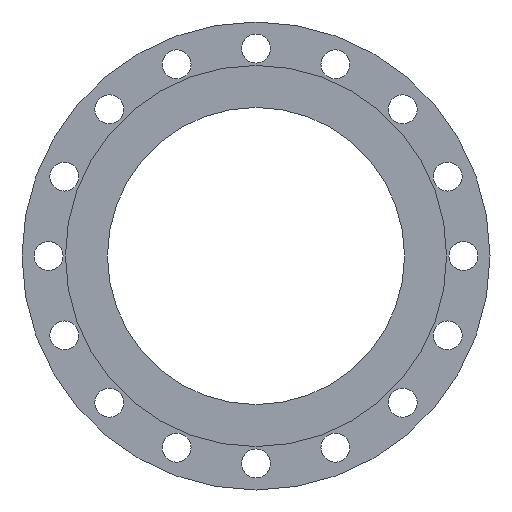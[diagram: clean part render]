
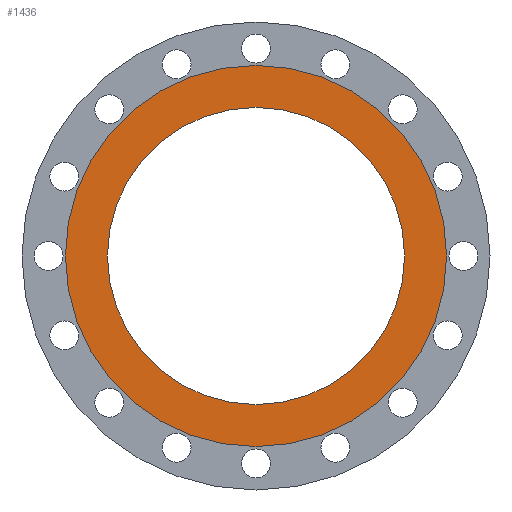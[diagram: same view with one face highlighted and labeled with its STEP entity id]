
A CAD part, front view. The second image highlights one B-rep face of the part: STEP entity #1436.
In plain terms, the highlighted planar face has unit normal (0, -1, 0).
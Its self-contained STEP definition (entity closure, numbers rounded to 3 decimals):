
#28 = CIRCLE ( 'NONE', #598, 197.5 ) ;
#36 = EDGE_CURVE ( 'NONE', #616, #973, #546, .T. ) ;
#43 = CARTESIAN_POINT ( 'NONE',  ( 0., 0., 197.5 ) ) ;
#67 = EDGE_CURVE ( 'NONE', #432, #1298, #1448, .T. ) ;
#83 = FACE_BOUND ( 'NONE', #1064, .T. ) ;
#127 = CARTESIAN_POINT ( 'NONE',  ( 0., 0., -197.5 ) ) ;
#184 = AXIS2_PLACEMENT_3D ( 'NONE', #200, #371, #1022 ) ;
#200 = CARTESIAN_POINT ( 'NONE',  ( 0., 0., 154. ) ) ;
#206 = DIRECTION ( 'NONE',  ( 0., 0., 1. ) ) ;
#312 = CARTESIAN_POINT ( 'NONE',  ( 0., 0., 154. ) ) ;
#371 = DIRECTION ( 'NONE',  ( 0., -1., 0. ) ) ;
#425 = DIRECTION ( 'NONE',  ( 0., 1., 0. ) ) ;
#432 = VERTEX_POINT ( 'NONE', #312 ) ;
#546 = CIRCLE ( 'NONE', #1335, 197.5 ) ;
#564 = CARTESIAN_POINT ( 'NONE',  ( 0., 0., 0. ) ) ;
#598 = AXIS2_PLACEMENT_3D ( 'NONE', #1573, #425, #1581 ) ;
#615 = ORIENTED_EDGE ( 'NONE', *, *, #809, .F. ) ;
#616 = VERTEX_POINT ( 'NONE', #127 ) ;
#809 = EDGE_CURVE ( 'NONE', #973, #616, #28, .T. ) ;
#812 = DIRECTION ( 'NONE',  ( 0., 0., 1. ) ) ;
#946 = ORIENTED_EDGE ( 'NONE', *, *, #67, .T. ) ;
#973 = VERTEX_POINT ( 'NONE', #43 ) ;
#1005 = ORIENTED_EDGE ( 'NONE', *, *, #36, .F. ) ;
#1008 = CIRCLE ( 'NONE', #1387, 154. ) ;
#1022 = DIRECTION ( 'NONE',  ( 0., 0., -1. ) ) ;
#1064 = EDGE_LOOP ( 'NONE', ( #946, #1580 ) ) ;
#1072 = CARTESIAN_POINT ( 'NONE',  ( 0., 0., 0. ) ) ;
#1120 = FACE_OUTER_BOUND ( 'NONE', #1486, .T. ) ;
#1128 = DIRECTION ( 'NONE',  ( 0., 1., 0. ) ) ;
#1189 = CARTESIAN_POINT ( 'NONE',  ( 0., 0., 0. ) ) ;
#1202 = EDGE_CURVE ( 'NONE', #1298, #432, #1008, .T. ) ;
#1268 = DIRECTION ( 'NONE',  ( 0., 0., 1. ) ) ;
#1298 = VERTEX_POINT ( 'NONE', #1572 ) ;
#1315 = DIRECTION ( 'NONE',  ( 0., 1., 0. ) ) ;
#1335 = AXIS2_PLACEMENT_3D ( 'NONE', #564, #1343, #1268 ) ;
#1343 = DIRECTION ( 'NONE',  ( 0., 1., 0. ) ) ;
#1387 = AXIS2_PLACEMENT_3D ( 'NONE', #1189, #1315, #812 ) ;
#1436 = ADVANCED_FACE ( 'NONE', ( #83, #1120 ), #1518, .T. ) ;
#1448 = CIRCLE ( 'NONE', #1558, 154. ) ;
#1486 = EDGE_LOOP ( 'NONE', ( #615, #1005 ) ) ;
#1518 = PLANE ( 'NONE',  #184 ) ;
#1558 = AXIS2_PLACEMENT_3D ( 'NONE', #1072, #1128, #206 ) ;
#1572 = CARTESIAN_POINT ( 'NONE',  ( 0., 0., -154. ) ) ;
#1573 = CARTESIAN_POINT ( 'NONE',  ( 0., 0., 0. ) ) ;
#1580 = ORIENTED_EDGE ( 'NONE', *, *, #1202, .T. ) ;
#1581 = DIRECTION ( 'NONE',  ( 0., 0., 1. ) ) ;
